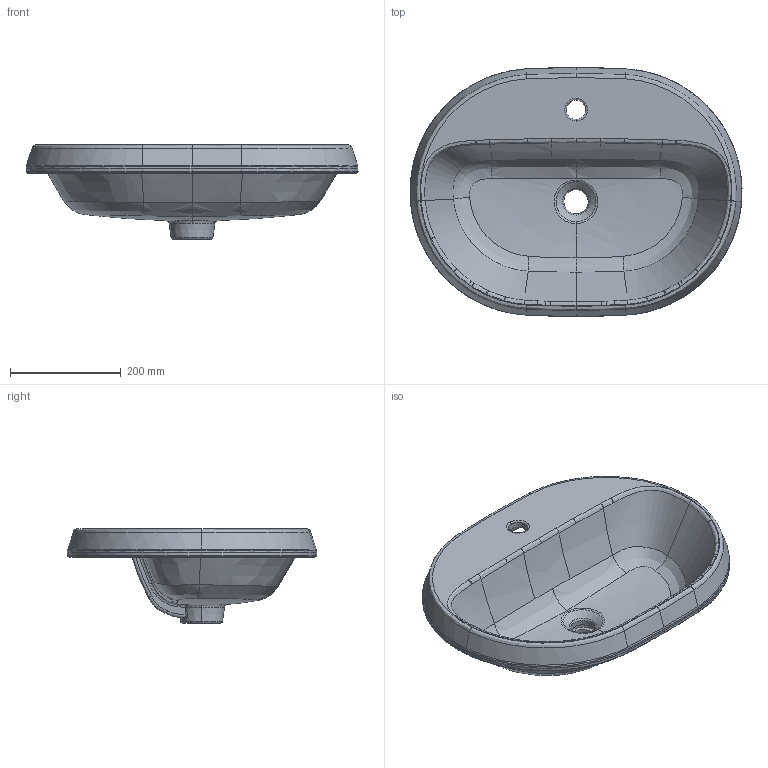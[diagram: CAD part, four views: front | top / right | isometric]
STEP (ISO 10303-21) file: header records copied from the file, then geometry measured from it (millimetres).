
FILE_DESCRIPTION(/* description */ (''),/* implementation_level */ '2;1');
FILE_NAME(/* name */ '5A6660_5A6661.stp',/* time_stamp */ '2021-02-03T16:18:46+01:00',/* author */ (''),/* organization */ (''),/* preprocessor_version */ 'ST-DEVELOPER v16.7',/* originating_system */ 'SIEMENS PLM Software NX 1863',/* authorisation */ '');
FILE_SCHEMA (('AUTOMOTIVE_DESIGN { 1 0 10303 214 3 1 1 1 }'));
Products named in the file (1): koeb37E05A39yl2h
Bounding box: 599.82 x 450 x 170 mm (x, y, z)
Volume: 5032133 mm3; surface area: 849430.6 mm2
Topology: 1 solids, 3 shells, 364 faces, 1158 edges, 1040 vertices
Faces by surface type: bspline 335, plane 12, cone 9, cylinder 8
Full cylindrical faces by diameter (mm): 25 x1, 35 x1, 44 x2
Entity records: 54125 total; most frequent: CARTESIAN_POINT 46542, ORIENTED_EDGE 1798, EDGE_CURVE 899, B_SPLINE_CURVE_WITH_KNOTS 833, VERTEX_POINT 550, EDGE_LOOP 381, ADVANCED_FACE 364, FACE_OUTER_BOUND 348
